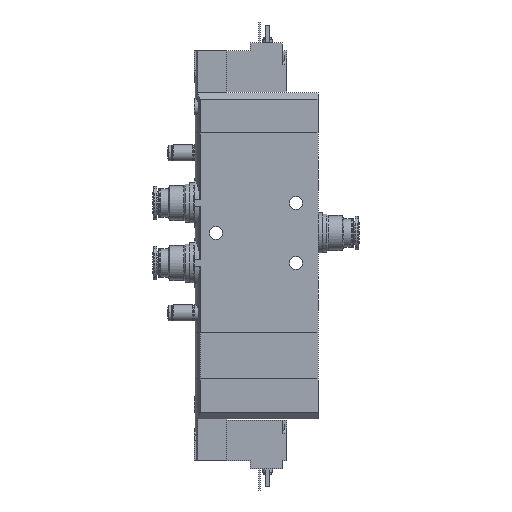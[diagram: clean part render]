
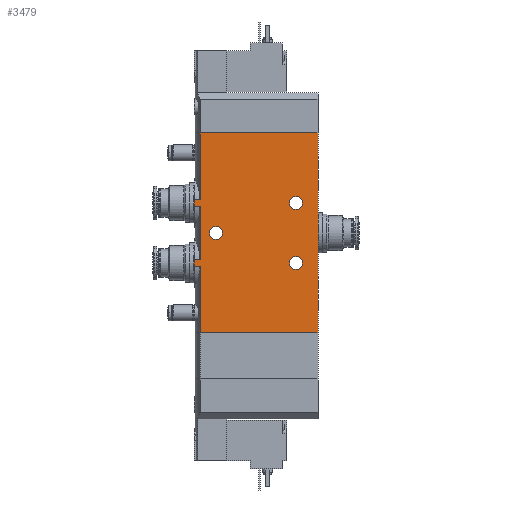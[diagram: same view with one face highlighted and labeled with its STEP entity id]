
A CAD part, left-side view. The second image highlights one B-rep face of the part: STEP entity #3479.
In plain terms, the highlighted face is planar.
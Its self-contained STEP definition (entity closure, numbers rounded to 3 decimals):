
#114=PLANE('',#4359);
#297=CIRCLE('',#4347,3.25);
#299=CIRCLE('',#4350,3.25);
#304=CIRCLE('',#4360,3.25);
#523=ORIENTED_EDGE('',*,*,#1420,.T.);
#524=ORIENTED_EDGE('',*,*,#1445,.T.);
#525=ORIENTED_EDGE('',*,*,#1436,.F.);
#526=ORIENTED_EDGE('',*,*,#1409,.T.);
#527=ORIENTED_EDGE('',*,*,#1422,.T.);
#528=ORIENTED_EDGE('',*,*,#1411,.T.);
#529=ORIENTED_EDGE('',*,*,#1440,.F.);
#530=ORIENTED_EDGE('',*,*,#1401,.T.);
#531=ORIENTED_EDGE('',*,*,#1425,.T.);
#532=ORIENTED_EDGE('',*,*,#1403,.T.);
#533=ORIENTED_EDGE('',*,*,#1432,.F.);
#534=ORIENTED_EDGE('',*,*,#1446,.F.);
#535=ORIENTED_EDGE('',*,*,#1430,.F.);
#536=ORIENTED_EDGE('',*,*,#1428,.F.);
#537=ORIENTED_EDGE('',*,*,#1447,.F.);
#1401=EDGE_CURVE('',#1873,#1872,#2213,.F.);
#1403=EDGE_CURVE('',#1874,#1875,#2214,.T.);
#1409=EDGE_CURVE('',#1881,#1880,#2217,.F.);
#1411=EDGE_CURVE('',#1882,#1883,#2218,.T.);
#1420=EDGE_CURVE('',#1892,#1891,#2222,.T.);
#1422=EDGE_CURVE('',#1880,#1882,#2224,.T.);
#1425=EDGE_CURVE('',#1872,#1874,#2226,.T.);
#1428=EDGE_CURVE('',#1895,#1895,#297,.F.);
#1430=EDGE_CURVE('',#1897,#1897,#299,.F.);
#1432=EDGE_CURVE('',#1899,#1875,#2228,.T.);
#1436=EDGE_CURVE('',#1881,#1902,#2230,.T.);
#1440=EDGE_CURVE('',#1873,#1883,#2232,.T.);
#1445=EDGE_CURVE('',#1891,#1902,#2236,.T.);
#1446=EDGE_CURVE('',#1892,#1899,#2237,.T.);
#1447=EDGE_CURVE('',#1906,#1906,#304,.F.);
#1872=VERTEX_POINT('',#5832);
#1873=VERTEX_POINT('',#5834);
#1874=VERTEX_POINT('',#5848);
#1875=VERTEX_POINT('',#5849);
#1880=VERTEX_POINT('',#5870);
#1881=VERTEX_POINT('',#5872);
#1882=VERTEX_POINT('',#5886);
#1883=VERTEX_POINT('',#5887);
#1891=VERTEX_POINT('',#5914);
#1892=VERTEX_POINT('',#5916);
#1895=VERTEX_POINT('',#5930);
#1897=VERTEX_POINT('',#5935);
#1899=VERTEX_POINT('',#5940);
#1902=VERTEX_POINT('',#5960);
#1906=VERTEX_POINT('',#5990);
#2213=LINE('',#5833,#2447);
#2214=LINE('',#5847,#2448);
#2217=LINE('',#5871,#2451);
#2218=LINE('',#5885,#2452);
#2222=LINE('',#5915,#2456);
#2224=LINE('',#5919,#2458);
#2226=LINE('',#5924,#2460);
#2228=LINE('',#5939,#2462);
#2230=LINE('',#5959,#2464);
#2232=LINE('',#5979,#2466);
#2236=LINE('',#5987,#2470);
#2237=LINE('',#5988,#2471);
#2447=VECTOR('',#4757,1000.);
#2448=VECTOR('',#4760,1000.);
#2451=VECTOR('',#4769,1000.);
#2452=VECTOR('',#4772,1000.);
#2456=VECTOR('',#4786,1000.);
#2458=VECTOR('',#4790,1000.);
#2460=VECTOR('',#4796,1000.);
#2462=VECTOR('',#4814,1000.);
#2464=VECTOR('',#4820,1000.);
#2466=VECTOR('',#4826,1000.);
#2470=VECTOR('',#4836,1000.);
#2471=VECTOR('',#4837,1000.);
#2705=EDGE_LOOP('',(#523,#524,#525,#526,#527,#528,#529,#530,#531,#532,#533,
#534));
#2706=EDGE_LOOP('',(#535));
#2707=EDGE_LOOP('',(#536));
#2708=EDGE_LOOP('',(#537));
#3056=FACE_BOUND('',#2705,.T.);
#3057=FACE_BOUND('',#2706,.T.);
#3058=FACE_BOUND('',#2707,.T.);
#3059=FACE_BOUND('',#2708,.T.);
#3479=ADVANCED_FACE('',(#3056,#3057,#3058,#3059),#114,.F.);
#4347=AXIS2_PLACEMENT_3D('',#5929,#4802,#4803);
#4350=AXIS2_PLACEMENT_3D('',#5934,#4808,#4809);
#4359=AXIS2_PLACEMENT_3D('',#5986,#4834,#4835);
#4360=AXIS2_PLACEMENT_3D('',#5989,#4838,#4839);
#4757=DIRECTION('',(0.,-1.,0.));
#4760=DIRECTION('',(0.,-1.,0.));
#4769=DIRECTION('',(0.,-1.,0.));
#4772=DIRECTION('',(0.,-1.,0.));
#4786=DIRECTION('',(-1.,0.,0.));
#4790=DIRECTION('',(1.,0.,0.));
#4796=DIRECTION('',(1.,0.,0.));
#4802=DIRECTION('',(0.,0.,1.));
#4803=DIRECTION('',(1.,0.,0.));
#4808=DIRECTION('',(0.,0.,1.));
#4809=DIRECTION('',(1.,0.,0.));
#4814=DIRECTION('',(-1.,0.,0.));
#4820=DIRECTION('',(-1.,0.,0.));
#4826=DIRECTION('',(-1.,0.,0.));
#4834=DIRECTION('',(0.,0.,1.));
#4835=DIRECTION('',(1.,0.,0.));
#4836=DIRECTION('',(0.,1.,0.));
#4837=DIRECTION('',(0.,1.,0.));
#4838=DIRECTION('',(0.,0.,1.));
#4839=DIRECTION('',(1.,0.,0.));
#5832=CARTESIAN_POINT('',(63.448,62.,-12.));
#5833=CARTESIAN_POINT('',(63.448,0.,-12.));
#5834=CARTESIAN_POINT('',(63.448,58.995,-12.));
#5847=CARTESIAN_POINT('',(66.552,0.,-12.));
#5848=CARTESIAN_POINT('',(66.552,62.,-12.));
#5849=CARTESIAN_POINT('',(66.552,58.995,-12.));
#5870=CARTESIAN_POINT('',(33.448,62.,-12.));
#5871=CARTESIAN_POINT('',(33.448,0.,-12.));
#5872=CARTESIAN_POINT('',(33.448,58.995,-12.));
#5885=CARTESIAN_POINT('',(36.552,0.,-12.));
#5886=CARTESIAN_POINT('',(36.552,62.,-12.));
#5887=CARTESIAN_POINT('',(36.552,58.995,-12.));
#5914=CARTESIAN_POINT('',(0.,0.,-12.));
#5915=CARTESIAN_POINT('',(100.,0.,-12.));
#5916=CARTESIAN_POINT('',(100.,0.,-12.));
#5919=CARTESIAN_POINT('',(35.,62.,-12.));
#5924=CARTESIAN_POINT('',(65.,62.,-12.));
#5929=CARTESIAN_POINT('',(35.,11.,-12.));
#5930=CARTESIAN_POINT('',(38.25,11.,-12.));
#5934=CARTESIAN_POINT('',(65.,11.,-12.));
#5935=CARTESIAN_POINT('',(68.25,11.,-12.));
#5939=CARTESIAN_POINT('',(100.,58.995,-12.));
#5940=CARTESIAN_POINT('',(100.,58.995,-12.));
#5959=CARTESIAN_POINT('',(100.,58.995,-12.));
#5960=CARTESIAN_POINT('',(0.,58.995,-12.));
#5979=CARTESIAN_POINT('',(100.,58.995,-12.));
#5986=CARTESIAN_POINT('',(100.,0.,-12.));
#5987=CARTESIAN_POINT('',(0.,0.,-12.));
#5988=CARTESIAN_POINT('',(100.,0.,-12.));
#5989=CARTESIAN_POINT('',(50.,51.,-12.));
#5990=CARTESIAN_POINT('',(53.25,51.,-12.));
